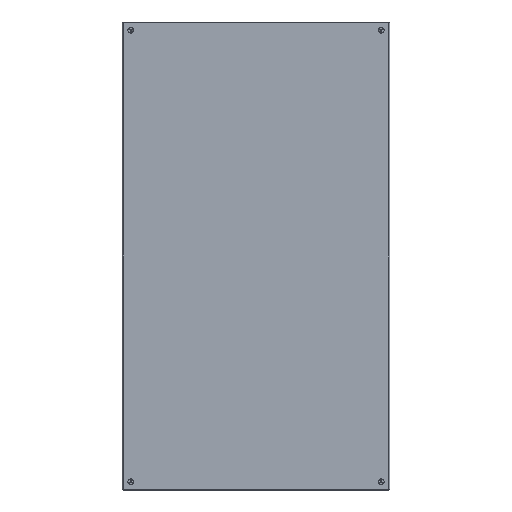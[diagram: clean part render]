
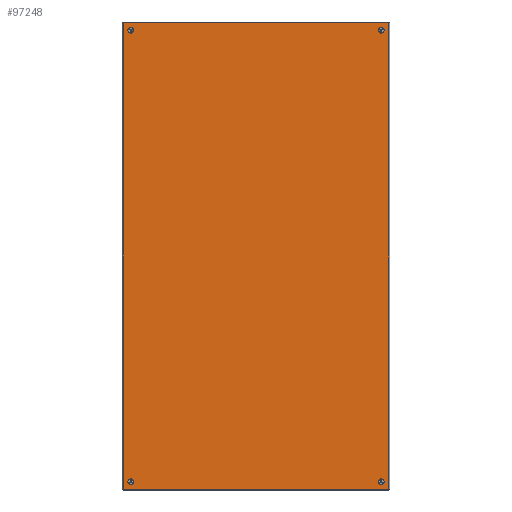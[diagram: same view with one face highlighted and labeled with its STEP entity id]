
A CAD part, left-side view. The second image highlights one B-rep face of the part: STEP entity #97248.
In plain terms, the highlighted face is planar.
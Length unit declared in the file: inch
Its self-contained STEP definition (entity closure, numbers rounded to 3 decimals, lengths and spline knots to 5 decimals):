
#69 = CARTESIAN_POINT ( 'NONE',  ( 20., 0., 11.25 ) ) ;
#1835 = VERTEX_POINT ( 'NONE', #84237 ) ;
#5355 = CARTESIAN_POINT ( 'NONE',  ( 20.928, 0., -11.892 ) ) ;
#5708 = CIRCLE ( 'NONE', #53634, 0.25 ) ;
#6942 = AXIS2_PLACEMENT_3D ( 'NONE', #20374, #75916, #9772 ) ;
#7606 = EDGE_CURVE ( 'NONE', #112705, #20863, #85123, .T. ) ;
#9406 = VERTEX_POINT ( 'NONE', #94536 ) ;
#9507 = CARTESIAN_POINT ( 'NONE',  ( 20.928, 0., 11.892 ) ) ;
#9772 = DIRECTION ( 'NONE',  ( 1., 0., 0. ) ) ;
#10415 = VERTEX_POINT ( 'NONE', #35053 ) ;
#10532 = CIRCLE ( 'NONE', #53544, 0.25 ) ;
#11847 = AXIS2_PLACEMENT_3D ( 'NONE', #57422, #67636, #104403 ) ;
#14750 = ORIENTED_EDGE ( 'NONE', *, *, #99346, .T. ) ;
#16175 = CARTESIAN_POINT ( 'NONE',  ( -20.928, 0., 11.928 ) ) ;
#16186 = AXIS2_PLACEMENT_3D ( 'NONE', #31084, #51185, #69054 ) ;
#16408 = CARTESIAN_POINT ( 'NONE',  ( 20.928, 0., -11.892 ) ) ;
#16646 = AXIS2_PLACEMENT_3D ( 'NONE', #120910, #35585, #73125 ) ;
#18828 = CIRCLE ( 'NONE', #95292, 0.25 ) ;
#18885 = CARTESIAN_POINT ( 'NONE',  ( 20.25, 0., -11.25 ) ) ;
#20374 = CARTESIAN_POINT ( 'NONE',  ( 20.25, 0., -11.25 ) ) ;
#20863 = VERTEX_POINT ( 'NONE', #86788 ) ;
#22707 = CIRCLE ( 'NONE', #11847, 0.25 ) ;
#24228 = EDGE_LOOP ( 'NONE', ( #85822, #56090 ) ) ;
#24793 = FACE_BOUND ( 'NONE', #24228, .T. ) ;
#27359 = DIRECTION ( 'NONE',  ( 1., 0., 0. ) ) ;
#31019 = ORIENTED_EDGE ( 'NONE', *, *, #91759, .T. ) ;
#31084 = CARTESIAN_POINT ( 'NONE',  ( 20.928, 0., -11.928 ) ) ;
#32001 = EDGE_CURVE ( 'NONE', #112705, #78557, #54799, .T. ) ;
#33267 = EDGE_CURVE ( 'NONE', #10415, #43646, #62688, .T. ) ;
#33576 = CARTESIAN_POINT ( 'NONE',  ( -20.25, 0., -11.25 ) ) ;
#34389 = ORIENTED_EDGE ( 'NONE', *, *, #7606, .T. ) ;
#35053 = CARTESIAN_POINT ( 'NONE',  ( 20., 0., -11.25 ) ) ;
#35578 = ORIENTED_EDGE ( 'NONE', *, *, #106773, .T. ) ;
#35585 = DIRECTION ( 'NONE',  ( 0., -1., 0. ) ) ;
#36337 = EDGE_CURVE ( 'NONE', #71823, #20863, #89253, .T. ) ;
#37216 = DIRECTION ( 'NONE',  ( 1., 0., 0. ) ) ;
#38091 = EDGE_CURVE ( 'NONE', #1835, #91670, #69332, .T. ) ;
#43646 = VERTEX_POINT ( 'NONE', #61496 ) ;
#44214 = AXIS2_PLACEMENT_3D ( 'NONE', #18885, #103441, #65878 ) ;
#45422 = CIRCLE ( 'NONE', #94577, 0.25 ) ;
#46895 = VECTOR ( 'NONE', #98884, 39.37008 ) ;
#47059 = DIRECTION ( 'NONE',  ( 0., -1., 0. ) ) ;
#49749 = FACE_BOUND ( 'NONE', #59997, .T. ) ;
#51185 = DIRECTION ( 'NONE',  ( 0., -1., 0. ) ) ;
#52075 = DIRECTION ( 'NONE',  ( 0., -1., 0. ) ) ;
#53544 = AXIS2_PLACEMENT_3D ( 'NONE', #102966, #47059, #37216 ) ;
#53634 = AXIS2_PLACEMENT_3D ( 'NONE', #113715, #104305, #95336 ) ;
#54799 = LINE ( 'NONE', #16408, #91302 ) ;
#56090 = ORIENTED_EDGE ( 'NONE', *, *, #33267, .T. ) ;
#57422 = CARTESIAN_POINT ( 'NONE',  ( -20.25, 0., 11.25 ) ) ;
#59686 = CARTESIAN_POINT ( 'NONE',  ( -20.928, 0., 11.892 ) ) ;
#59793 = ORIENTED_EDGE ( 'NONE', *, *, #60636, .T. ) ;
#59997 = EDGE_LOOP ( 'NONE', ( #69810, #59793 ) ) ;
#60262 = CARTESIAN_POINT ( 'NONE',  ( -20.5, 0., 11.25 ) ) ;
#60636 = EDGE_CURVE ( 'NONE', #99409, #113015, #22707, .T. ) ;
#61496 = CARTESIAN_POINT ( 'NONE',  ( 20.5, 0., -11.25 ) ) ;
#61918 = LINE ( 'NONE', #98261, #62048 ) ;
#62048 = VECTOR ( 'NONE', #70030, 39.37008 ) ;
#62470 = ORIENTED_EDGE ( 'NONE', *, *, #38091, .T. ) ;
#62688 = CIRCLE ( 'NONE', #44214, 0.25 ) ;
#65878 = DIRECTION ( 'NONE',  ( 1., 0., 0. ) ) ;
#67474 = EDGE_LOOP ( 'NONE', ( #62470, #31019 ) ) ;
#67636 = DIRECTION ( 'NONE',  ( 0., -1., 0. ) ) ;
#67891 = DIRECTION ( 'NONE',  ( 0., -1., 0. ) ) ;
#69054 = DIRECTION ( 'NONE',  ( 1., 0., 0. ) ) ;
#69332 = CIRCLE ( 'NONE', #16646, 0.25 ) ;
#69810 = ORIENTED_EDGE ( 'NONE', *, *, #78862, .T. ) ;
#70030 = DIRECTION ( 'NONE',  ( 0., 0., -1. ) ) ;
#71823 = VERTEX_POINT ( 'NONE', #9507 ) ;
#73125 = DIRECTION ( 'NONE',  ( 1., 0., 0. ) ) ;
#73334 = VECTOR ( 'NONE', #119082, 39.37008 ) ;
#75866 = EDGE_CURVE ( 'NONE', #43646, #10415, #87550, .T. ) ;
#75916 = DIRECTION ( 'NONE',  ( 0., -1., 0. ) ) ;
#77661 = DIRECTION ( 'NONE',  ( 1., 0., 0. ) ) ;
#78557 = VERTEX_POINT ( 'NONE', #5355 ) ;
#78862 = EDGE_CURVE ( 'NONE', #113015, #99409, #10532, .T. ) ;
#84237 = CARTESIAN_POINT ( 'NONE',  ( 20.5, 0., 11.25 ) ) ;
#85123 = LINE ( 'NONE', #16175, #73334 ) ;
#85150 = ORIENTED_EDGE ( 'NONE', *, *, #32001, .F. ) ;
#85822 = ORIENTED_EDGE ( 'NONE', *, *, #75866, .T. ) ;
#85878 = EDGE_CURVE ( 'NONE', #9406, #108423, #45422, .T. ) ;
#86788 = CARTESIAN_POINT ( 'NONE',  ( -20.928, 0., 11.892 ) ) ;
#87550 = CIRCLE ( 'NONE', #6942, 0.25 ) ;
#87583 = CARTESIAN_POINT ( 'NONE',  ( -20., 0., 11.25 ) ) ;
#87629 = FACE_BOUND ( 'NONE', #89658, .T. ) ;
#87939 = EDGE_LOOP ( 'NONE', ( #85150, #34389, #92295, #14750 ) ) ;
#89253 = LINE ( 'NONE', #59686, #46895 ) ;
#89658 = EDGE_LOOP ( 'NONE', ( #35578, #114620 ) ) ;
#91302 = VECTOR ( 'NONE', #27359, 39.37008 ) ;
#91670 = VERTEX_POINT ( 'NONE', #69 ) ;
#91759 = EDGE_CURVE ( 'NONE', #91670, #1835, #18828, .T. ) ;
#92081 = CARTESIAN_POINT ( 'NONE',  ( -20.928, 0., -11.892 ) ) ;
#92295 = ORIENTED_EDGE ( 'NONE', *, *, #36337, .F. ) ;
#93517 = FACE_BOUND ( 'NONE', #67474, .T. ) ;
#94536 = CARTESIAN_POINT ( 'NONE',  ( -20.5, 0., -11.25 ) ) ;
#94577 = AXIS2_PLACEMENT_3D ( 'NONE', #33576, #52075, #118549 ) ;
#95292 = AXIS2_PLACEMENT_3D ( 'NONE', #96086, #67891, #77661 ) ;
#95336 = DIRECTION ( 'NONE',  ( 1., 0., 0. ) ) ;
#96086 = CARTESIAN_POINT ( 'NONE',  ( 20.25, 0., 11.25 ) ) ;
#97248 = ADVANCED_FACE ( 'NONE', ( #99384, #93517, #49749, #24793, #87629 ), #107026, .F. ) ;
#98261 = CARTESIAN_POINT ( 'NONE',  ( 20.928, 0., -11.928 ) ) ;
#98884 = DIRECTION ( 'NONE',  ( -1., 0., 0. ) ) ;
#99346 = EDGE_CURVE ( 'NONE', #71823, #78557, #61918, .T. ) ;
#99384 = FACE_OUTER_BOUND ( 'NONE', #87939, .T. ) ;
#99409 = VERTEX_POINT ( 'NONE', #60262 ) ;
#102966 = CARTESIAN_POINT ( 'NONE',  ( -20.25, 0., 11.25 ) ) ;
#103441 = DIRECTION ( 'NONE',  ( 0., -1., 0. ) ) ;
#104305 = DIRECTION ( 'NONE',  ( 0., -1., 0. ) ) ;
#104403 = DIRECTION ( 'NONE',  ( 1., 0., 0. ) ) ;
#106773 = EDGE_CURVE ( 'NONE', #108423, #9406, #5708, .T. ) ;
#107026 = PLANE ( 'NONE',  #16186 ) ;
#107517 = CARTESIAN_POINT ( 'NONE',  ( -20., 0., -11.25 ) ) ;
#108423 = VERTEX_POINT ( 'NONE', #107517 ) ;
#112705 = VERTEX_POINT ( 'NONE', #92081 ) ;
#113015 = VERTEX_POINT ( 'NONE', #87583 ) ;
#113715 = CARTESIAN_POINT ( 'NONE',  ( -20.25, 0., -11.25 ) ) ;
#114620 = ORIENTED_EDGE ( 'NONE', *, *, #85878, .T. ) ;
#118549 = DIRECTION ( 'NONE',  ( 1., 0., 0. ) ) ;
#119082 = DIRECTION ( 'NONE',  ( 0., 0., 1. ) ) ;
#120910 = CARTESIAN_POINT ( 'NONE',  ( 20.25, 0., 11.25 ) ) ;
